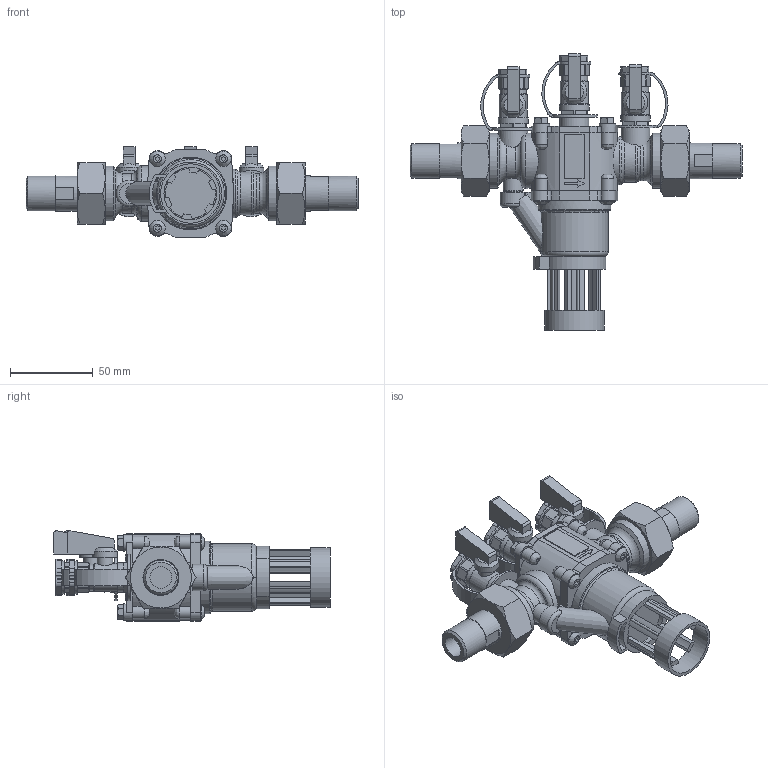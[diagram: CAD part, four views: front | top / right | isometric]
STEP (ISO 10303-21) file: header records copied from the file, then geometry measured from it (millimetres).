
FILE_DESCRIPTION( ( 'STEP AP214' ), '1' );
FILE_NAME( 'socla_babm_149B70000.stp', '2019-10-09T13:38:23', ( '' ), ( '' ), ' ', 'PARTsolutions', ' ' );
FILE_SCHEMA( ( 'AUTOMOTIVE_DESIGN { 1 0 10303 214 1 1 1 1 }' ) );
Length unit declared in the file: millimetre
Products named in the file (1): _socla_babm_149B70000
Bounding box: 201 x 167.3 x 54.8 mm (x, y, z)
Volume: 283662 mm3; surface area: 70530.4 mm2
Topology: 1 solids, 2 shells, 751 faces, 2035 edges, 1312 vertices
Faces by surface type: plane 387, cylinder 236, cone 78, torus 38, bspline 12
Full cylindrical faces by diameter (mm): 8 x3, 9.5 x7, 10 x4, 11 x1, 11.5 x1, 12 x1, 13.2 x2, 15 x3, 16 x3, 17 x3, 17.4 x3, 18 x5, 20 x2, 20.955 x2, 21.6 x2, 21.65 x2, 28 x2, 29.2 x1, 30.3 x1, 32 x1, 33.25 x2, 33.5 x1, 36 x1, 44 x1
Entity records: 30988 total; most frequent: CARTESIAN_POINT 6608, DIRECTION 3823, ORIENTED_EDGE 3788, EDGE_CURVE 1894, AXIS2_PLACEMENT_3D 1428, VERTEX_POINT 1266, LINE 967, VECTOR 967
